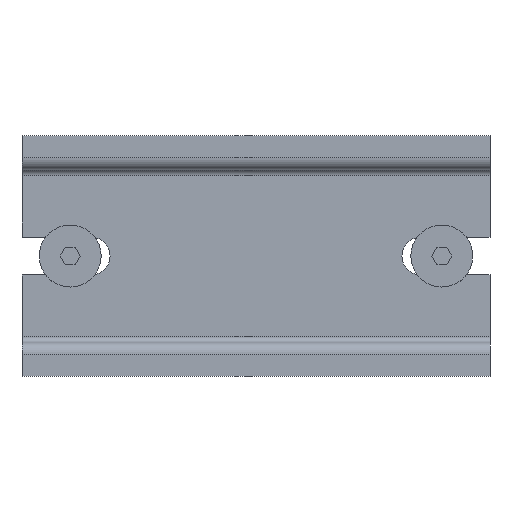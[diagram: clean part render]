
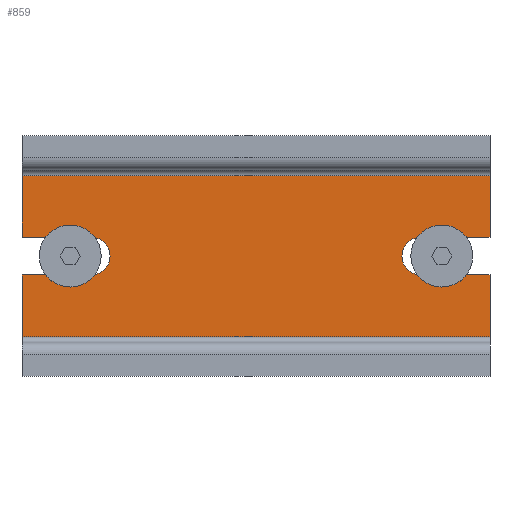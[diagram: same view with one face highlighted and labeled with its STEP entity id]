
A CAD part, top view. The second image highlights one B-rep face of the part: STEP entity #859.
In plain terms, the highlighted planar face has unit normal (0, 0, 1).
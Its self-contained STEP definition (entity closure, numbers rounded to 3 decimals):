
#805=AXIS2_PLACEMENT_3D('Plane Axis2P3D',#802,#803,#804) ;
#816=AXIS2_PLACEMENT_3D('Circle Axis2P3D',#814,#815,$) ;
#835=AXIS2_PLACEMENT_3D('Circle Axis2P3D',#833,#834,$) ;
#174=CARTESIAN_POINT('Vertex',(0.,29.2,8.)) ;
#177=CARTESIAN_POINT('Line Origine',(34.,29.2,8.)) ;
#181=CARTESIAN_POINT('Vertex',(68.,29.2,8.)) ;
#241=CARTESIAN_POINT('Line Origine',(34.,5.8,8.)) ;
#245=CARTESIAN_POINT('Vertex',(0.,5.8,8.)) ;
#247=CARTESIAN_POINT('Vertex',(68.,5.8,8.)) ;
#603=CARTESIAN_POINT('Line Origine',(0.,10.275,8.)) ;
#607=CARTESIAN_POINT('Vertex',(0.,14.75,8.)) ;
#648=CARTESIAN_POINT('Vertex',(0.,20.25,8.)) ;
#651=CARTESIAN_POINT('Line Origine',(0.,24.725,8.)) ;
#687=CARTESIAN_POINT('Vertex',(68.,14.75,8.)) ;
#690=CARTESIAN_POINT('Line Origine',(68.,10.275,8.)) ;
#710=CARTESIAN_POINT('Line Origine',(68.,24.725,8.)) ;
#714=CARTESIAN_POINT('Vertex',(68.,20.25,8.)) ;
#802=CARTESIAN_POINT('Axis2P3D Location',(34.,30.,8.)) ;
#807=CARTESIAN_POINT('Line Origine',(5.025,20.25,8.)) ;
#811=CARTESIAN_POINT('Vertex',(10.05,20.25,8.)) ;
#814=CARTESIAN_POINT('Axis2P3D Location',(10.05,17.5,8.)) ;
#818=CARTESIAN_POINT('Vertex',(10.05,14.75,8.)) ;
#821=CARTESIAN_POINT('Line Origine',(5.025,14.75,8.)) ;
#826=CARTESIAN_POINT('Line Origine',(62.975,14.75,8.)) ;
#830=CARTESIAN_POINT('Vertex',(57.95,14.75,8.)) ;
#833=CARTESIAN_POINT('Axis2P3D Location',(57.95,17.5,8.)) ;
#837=CARTESIAN_POINT('Vertex',(57.95,20.25,8.)) ;
#840=CARTESIAN_POINT('Line Origine',(62.975,20.25,8.)) ;
#178=DIRECTION('Vector Direction',(-1.,0.,0.)) ;
#242=DIRECTION('Vector Direction',(-1.,0.,0.)) ;
#604=DIRECTION('Vector Direction',(0.,-1.,0.)) ;
#652=DIRECTION('Vector Direction',(0.,-1.,0.)) ;
#691=DIRECTION('Vector Direction',(0.,-1.,0.)) ;
#711=DIRECTION('Vector Direction',(0.,-1.,0.)) ;
#803=DIRECTION('Axis2P3D Direction',(-0.,-0.,-1.)) ;
#804=DIRECTION('Axis2P3D XDirection',(0.,-1.,0.)) ;
#808=DIRECTION('Vector Direction',(1.,0.,0.)) ;
#815=DIRECTION('Axis2P3D Direction',(-0.,-0.,-1.)) ;
#822=DIRECTION('Vector Direction',(1.,0.,0.)) ;
#827=DIRECTION('Vector Direction',(-1.,0.,0.)) ;
#834=DIRECTION('Axis2P3D Direction',(-0.,-0.,-1.)) ;
#841=DIRECTION('Vector Direction',(-1.,0.,0.)) ;
#179=VECTOR('Line Direction',#178,1.) ;
#243=VECTOR('Line Direction',#242,1.) ;
#605=VECTOR('Line Direction',#604,1.) ;
#653=VECTOR('Line Direction',#652,1.) ;
#692=VECTOR('Line Direction',#691,1.) ;
#712=VECTOR('Line Direction',#711,1.) ;
#809=VECTOR('Line Direction',#808,1.) ;
#823=VECTOR('Line Direction',#822,1.) ;
#828=VECTOR('Line Direction',#827,1.) ;
#842=VECTOR('Line Direction',#841,1.) ;
#846=ORIENTED_EDGE('',*,*,#183,.F.) ;
#847=ORIENTED_EDGE('',*,*,#655,.T.) ;
#848=ORIENTED_EDGE('',*,*,#813,.T.) ;
#849=ORIENTED_EDGE('',*,*,#820,.T.) ;
#850=ORIENTED_EDGE('',*,*,#825,.F.) ;
#851=ORIENTED_EDGE('',*,*,#609,.T.) ;
#852=ORIENTED_EDGE('',*,*,#249,.T.) ;
#853=ORIENTED_EDGE('',*,*,#694,.F.) ;
#854=ORIENTED_EDGE('',*,*,#832,.T.) ;
#855=ORIENTED_EDGE('',*,*,#839,.T.) ;
#856=ORIENTED_EDGE('',*,*,#844,.F.) ;
#857=ORIENTED_EDGE('',*,*,#716,.F.) ;
#859=ADVANCED_FACE('Hauptkoerper',(#858),#806,.F.) ;
#817=CIRCLE('generated circle',#816,2.75) ;
#836=CIRCLE('generated circle',#835,2.75) ;
#183=EDGE_CURVE('',#175,#182,#180,.F.) ;
#249=EDGE_CURVE('',#246,#248,#244,.F.) ;
#609=EDGE_CURVE('',#608,#246,#606,.T.) ;
#655=EDGE_CURVE('',#175,#649,#654,.T.) ;
#694=EDGE_CURVE('',#688,#248,#693,.T.) ;
#716=EDGE_CURVE('',#182,#715,#713,.T.) ;
#813=EDGE_CURVE('',#649,#812,#810,.T.) ;
#820=EDGE_CURVE('',#812,#819,#817,.T.) ;
#825=EDGE_CURVE('',#608,#819,#824,.T.) ;
#832=EDGE_CURVE('',#688,#831,#829,.T.) ;
#839=EDGE_CURVE('',#831,#838,#836,.T.) ;
#844=EDGE_CURVE('',#715,#838,#843,.T.) ;
#845=EDGE_LOOP('',(#846,#847,#848,#849,#850,#851,#852,#853,#854,#855,#856,#857)) ;
#858=FACE_OUTER_BOUND('',#845,.T.) ;
#180=LINE('Line',#177,#179) ;
#244=LINE('Line',#241,#243) ;
#606=LINE('Line',#603,#605) ;
#654=LINE('Line',#651,#653) ;
#693=LINE('Line',#690,#692) ;
#713=LINE('Line',#710,#712) ;
#810=LINE('Line',#807,#809) ;
#824=LINE('Line',#821,#823) ;
#829=LINE('Line',#826,#828) ;
#843=LINE('Line',#840,#842) ;
#806=PLANE('',#805) ;
#175=VERTEX_POINT('',#174) ;
#182=VERTEX_POINT('',#181) ;
#246=VERTEX_POINT('',#245) ;
#248=VERTEX_POINT('',#247) ;
#608=VERTEX_POINT('',#607) ;
#649=VERTEX_POINT('',#648) ;
#688=VERTEX_POINT('',#687) ;
#715=VERTEX_POINT('',#714) ;
#812=VERTEX_POINT('',#811) ;
#819=VERTEX_POINT('',#818) ;
#831=VERTEX_POINT('',#830) ;
#838=VERTEX_POINT('',#837) ;
